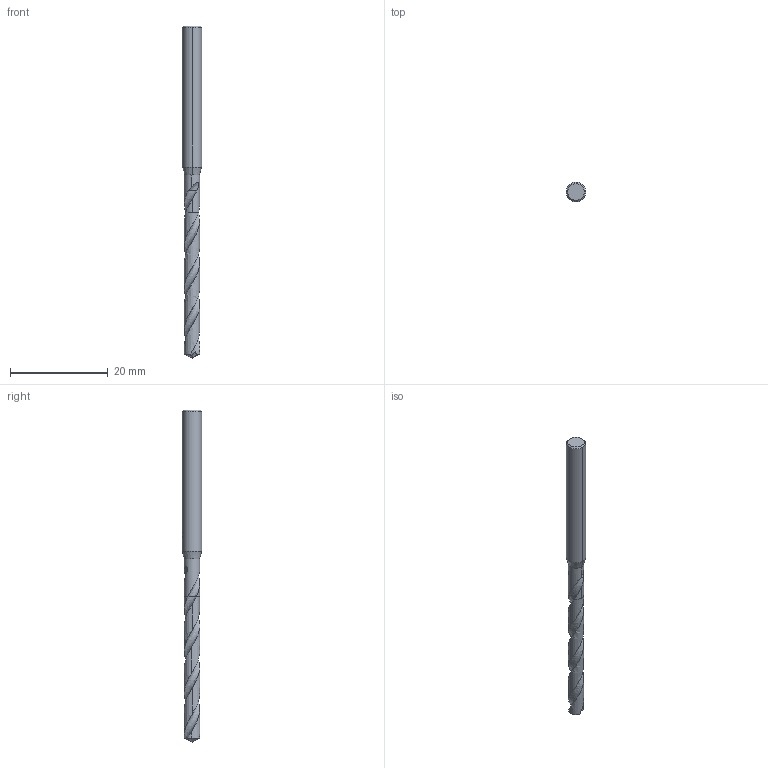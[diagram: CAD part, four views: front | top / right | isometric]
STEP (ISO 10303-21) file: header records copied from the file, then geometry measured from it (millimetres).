
FILE_DESCRIPTION(('no description'),'unknown implementation level');
FILE_NAME('solidKrqOQE9ZzLwKWTE6F216uWBHee0_1.STP',' ',('CIM GmbH Aachen'),('CADClick - KiM GmbH - www.kimweb.de'),'unknown preprocess','ACIS','unknown authorization');
FILE_SCHEMA(('automotive_design'));
Length unit declared in the file: millimetre
Products named in the file (2): 1; 2
Bounding box: 4 x 4 x 68 mm (x, y, z)
Volume: 599.1 mm3; surface area: 802.3 mm2
Topology: 2 solids, 2 shells, 60 faces, 161 edges, 101 vertices
Faces by surface type: cone 22, plane 18, cylinder 14, bspline 4, revolution 2
Entity records: 10037 total; most frequent: CARTESIAN_POINT 6871, STYLED_ITEM 320, PRESENTATION_STYLE_ASSIGNMENT 320, COLOUR_RGB 320, ORIENTED_EDGE 314, DIRECTION 235, EDGE_CURVE 157, CURVE_STYLE 157
